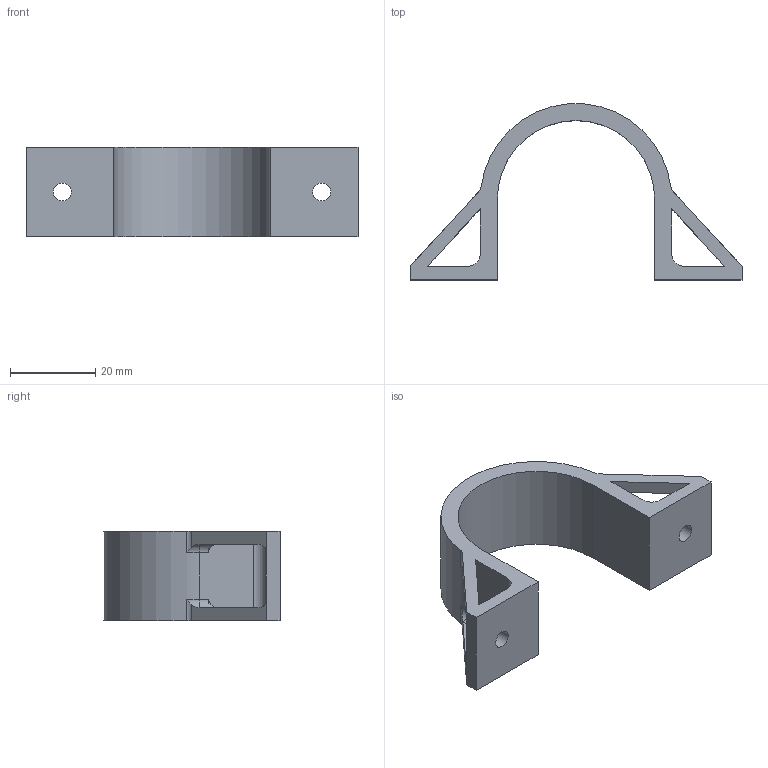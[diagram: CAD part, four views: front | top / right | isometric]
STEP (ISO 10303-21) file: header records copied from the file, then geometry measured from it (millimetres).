
FILE_DESCRIPTION(/* description */ (''),/* implementation_level */ '2;1');
FILE_NAME(/* name */ '',/* time_stamp */ '2026-01-12T07:48:18+03:00',/* author */ ('GameHD'),/* organization */ (''),/* preprocessor_version */ 'ST-DEVELOPER v20.1',/* originating_system */ 'Autodesk Inventor 2026',/* authorisation */ '');
FILE_SCHEMA (('AUTOMOTIVE_DESIGN { 1 0 10303 214 3 1 1 }'));
Length unit declared in the file: millimetre
Products named in the file (1): доп крепл мотора 
25-26
Bounding box: 78.07 x 41.42 x 21 mm (x, y, z)
Volume: 11620.1 mm3; surface area: 7789.6 mm2
Topology: 1 solids, 1 shells, 46 faces, 136 edges, 88 vertices
Faces by surface type: plane 24, cylinder 18, torus 4
Full cylindrical faces by diameter (mm): 4.2 x2
Entity records: 1643 total; most frequent: CARTESIAN_POINT 327, ORIENTED_EDGE 272, DIRECTION 262, EDGE_CURVE 136, LINE 88, VECTOR 88, VERTEX_POINT 88, AXIS2_PLACEMENT_3D 87
